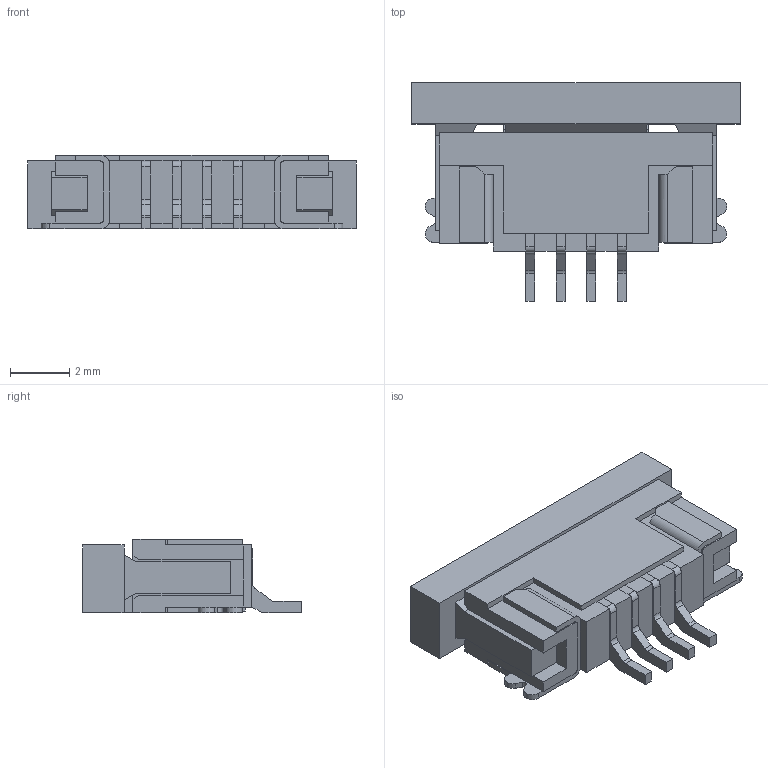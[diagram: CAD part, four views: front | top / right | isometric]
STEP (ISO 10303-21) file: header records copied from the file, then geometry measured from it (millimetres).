
FILE_DESCRIPTION(('FreeCAD Model'),'2;1');
FILE_NAME( 'CON_4Wire_ER-TP028-1.step', '2018-07-31T14:21:49',('kicad StepUp'),('ksu MCAD'), 'Open CASCADE STEP processor 7.3','FreeCAD','Unknown');
FILE_SCHEMA(('AUTOMOTIVE_DESIGN { 1 0 10303 214 1 1 1 1 }'));
Length unit declared in the file: millimetre
Products named in the file (1): CON_4Wire_ER-TP028-1
Bounding box: 11.1 x 7.4 x 2.5 mm (x, y, z)
Volume: 116.9 mm3; surface area: 341.2 mm2
Topology: 1 solids, 1 shells, 290 faces, 831 edges, 534 vertices
Faces by surface type: plane 256, cylinder 30, extrusion 4
Entity records: 11435 total; most frequent: CARTESIAN_POINT 1760, ORIENTED_EDGE 1662, DIRECTION 1481, EDGE_CURVE 831, VECTOR 755, LINE 751, VERTEX_POINT 534, AXIS2_PLACEMENT_3D 363
